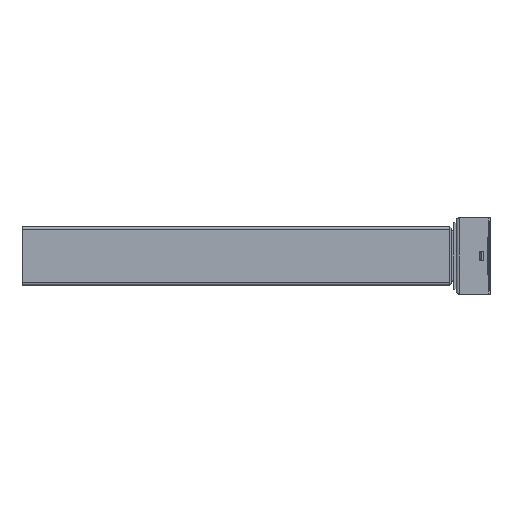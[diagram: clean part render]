
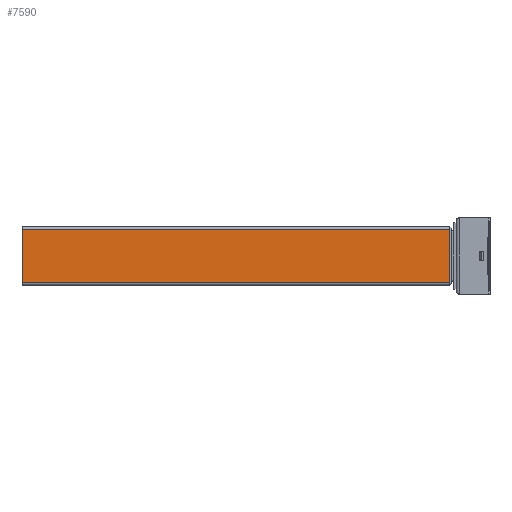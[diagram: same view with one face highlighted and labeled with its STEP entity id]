
A CAD part, left-side view. The second image highlights one B-rep face of the part: STEP entity #7590.
In plain terms, the highlighted planar face has unit normal (-1, 0, 0).
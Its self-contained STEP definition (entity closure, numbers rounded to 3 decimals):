
#895 = LINE ( 'NONE', #11911, #12539 ) ;
#1108 = DIRECTION ( 'NONE',  ( 0., 0., 1. ) ) ;
#1620 = DIRECTION ( 'NONE',  ( 0., -1., 0. ) ) ;
#1700 = VERTEX_POINT ( 'NONE', #2916 ) ;
#1864 = ORIENTED_EDGE ( 'NONE', *, *, #10665, .F. ) ;
#1964 = EDGE_CURVE ( 'NONE', #5445, #6429, #895, .T. ) ;
#2402 = VECTOR ( 'NONE', #14498, 1000. ) ;
#2916 = CARTESIAN_POINT ( 'NONE',  ( -30., 601.5, -37. ) ) ;
#3002 = CARTESIAN_POINT ( 'NONE',  ( -30., 601.5, 37. ) ) ;
#3587 = FACE_OUTER_BOUND ( 'NONE', #14640, .T. ) ;
#4182 = VECTOR ( 'NONE', #1108, 1000. ) ;
#4243 = PLANE ( 'NONE',  #6614 ) ;
#4670 = VERTEX_POINT ( 'NONE', #12897 ) ;
#5445 = VERTEX_POINT ( 'NONE', #11417 ) ;
#6117 = LINE ( 'NONE', #8946, #4182 ) ;
#6234 = ORIENTED_EDGE ( 'NONE', *, *, #8714, .T. ) ;
#6301 = DIRECTION ( 'NONE',  ( 0., 0., 1. ) ) ;
#6429 = VERTEX_POINT ( 'NONE', #7575 ) ;
#6610 = CARTESIAN_POINT ( 'NONE',  ( -30., 601.5, -37. ) ) ;
#6614 = AXIS2_PLACEMENT_3D ( 'NONE', #6610, #10012, #13290 ) ;
#6659 = ORIENTED_EDGE ( 'NONE', *, *, #1964, .T. ) ;
#7575 = CARTESIAN_POINT ( 'NONE',  ( -30., 12.001, 37. ) ) ;
#7590 = ADVANCED_FACE ( 'NONE', ( #3587 ), #4243, .F. ) ;
#8327 = CARTESIAN_POINT ( 'NONE',  ( -30., 601.5, -37. ) ) ;
#8714 = EDGE_CURVE ( 'NONE', #1700, #5445, #10766, .T. ) ;
#8946 = CARTESIAN_POINT ( 'NONE',  ( -30., 601.5, -37. ) ) ;
#9112 = LINE ( 'NONE', #3002, #2402 ) ;
#10012 = DIRECTION ( 'NONE',  ( 1., 0., 0. ) ) ;
#10488 = EDGE_CURVE ( 'NONE', #4670, #6429, #9112, .T. ) ;
#10665 = EDGE_CURVE ( 'NONE', #1700, #4670, #6117, .T. ) ;
#10766 = LINE ( 'NONE', #8327, #12006 ) ;
#11417 = CARTESIAN_POINT ( 'NONE',  ( -30., 12.001, -37. ) ) ;
#11911 = CARTESIAN_POINT ( 'NONE',  ( -30., 12.001, -37. ) ) ;
#12006 = VECTOR ( 'NONE', #1620, 1000. ) ;
#12539 = VECTOR ( 'NONE', #6301, 1000. ) ;
#12897 = CARTESIAN_POINT ( 'NONE',  ( -30., 601.5, 37. ) ) ;
#13290 = DIRECTION ( 'NONE',  ( 0., 0., -1. ) ) ;
#13325 = ORIENTED_EDGE ( 'NONE', *, *, #10488, .F. ) ;
#14498 = DIRECTION ( 'NONE',  ( 0., -1., 0. ) ) ;
#14640 = EDGE_LOOP ( 'NONE', ( #6659, #13325, #1864, #6234 ) ) ;
